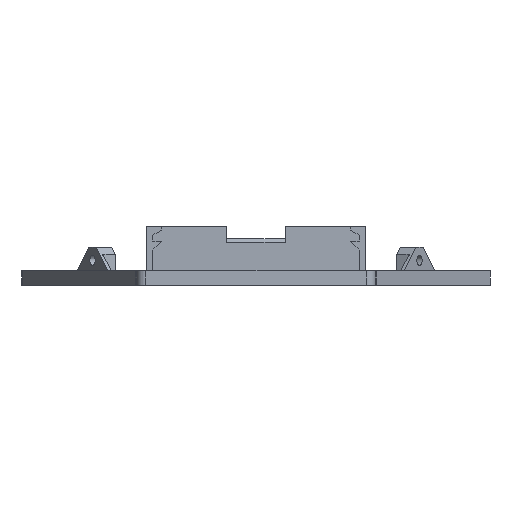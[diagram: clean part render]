
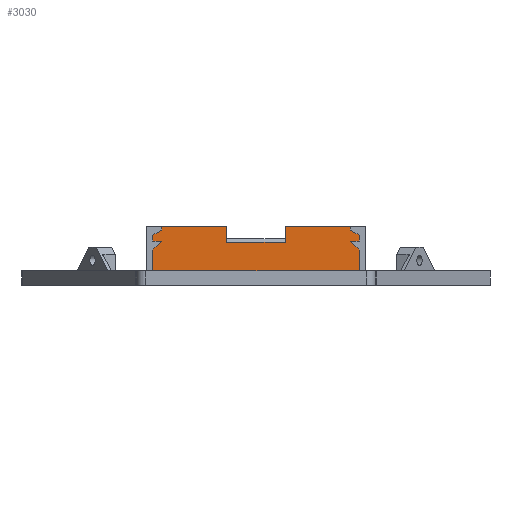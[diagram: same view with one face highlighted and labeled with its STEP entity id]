
A CAD part, front view. The second image highlights one B-rep face of the part: STEP entity #3030.
In plain terms, the highlighted planar face has unit normal (0, -1, 0).
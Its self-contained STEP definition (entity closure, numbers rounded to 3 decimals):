
#54=PLANE('',#3196);
#203=FACE_OUTER_BOUND('',#368,.T.);
#368=EDGE_LOOP('',(#2287,#2288,#2289,#2290,#2291,#2292,#2293,#2294,#2295,
#2296,#2297,#2298,#2299,#2300,#2301,#2302,#2303,#2304,#2305,#2306,#2307,
#2308));
#616=LINE('',#4319,#1037);
#619=LINE('',#4325,#1040);
#635=LINE('',#4360,#1056);
#660=LINE('',#4411,#1081);
#662=LINE('',#4415,#1083);
#663=LINE('',#4417,#1084);
#664=LINE('',#4419,#1085);
#665=LINE('',#4421,#1086);
#666=LINE('',#4423,#1087);
#667=LINE('',#4425,#1088);
#668=LINE('',#4427,#1089);
#669=LINE('',#4429,#1090);
#670=LINE('',#4430,#1091);
#671=LINE('',#4431,#1092);
#672=LINE('',#4432,#1093);
#673=LINE('',#4434,#1094);
#674=LINE('',#4436,#1095);
#675=LINE('',#4438,#1096);
#676=LINE('',#4440,#1097);
#677=LINE('',#4442,#1098);
#678=LINE('',#4444,#1099);
#679=LINE('',#4445,#1100);
#1037=VECTOR('',#3465,10.);
#1040=VECTOR('',#3468,10.);
#1056=VECTOR('',#3492,10.);
#1081=VECTOR('',#3525,10.);
#1083=VECTOR('',#3529,10.);
#1084=VECTOR('',#3530,10.);
#1085=VECTOR('',#3531,10.);
#1086=VECTOR('',#3532,10.);
#1087=VECTOR('',#3533,10.);
#1088=VECTOR('',#3534,10.);
#1089=VECTOR('',#3535,10.);
#1090=VECTOR('',#3536,10.);
#1091=VECTOR('',#3537,10.);
#1092=VECTOR('',#3538,10.);
#1093=VECTOR('',#3539,10.);
#1094=VECTOR('',#3540,10.);
#1095=VECTOR('',#3541,10.);
#1096=VECTOR('',#3542,10.);
#1097=VECTOR('',#3543,10.);
#1098=VECTOR('',#3544,10.);
#1099=VECTOR('',#3545,10.);
#1100=VECTOR('',#3546,10.);
#1480=VERTEX_POINT('',#4316);
#1481=VERTEX_POINT('',#4318);
#1483=VERTEX_POINT('',#4322);
#1484=VERTEX_POINT('',#4324);
#1498=VERTEX_POINT('',#4358);
#1499=VERTEX_POINT('',#4359);
#1520=VERTEX_POINT('',#4408);
#1521=VERTEX_POINT('',#4410);
#1522=VERTEX_POINT('',#4414);
#1523=VERTEX_POINT('',#4416);
#1524=VERTEX_POINT('',#4418);
#1525=VERTEX_POINT('',#4420);
#1526=VERTEX_POINT('',#4422);
#1527=VERTEX_POINT('',#4424);
#1528=VERTEX_POINT('',#4426);
#1529=VERTEX_POINT('',#4428);
#1530=VERTEX_POINT('',#4433);
#1531=VERTEX_POINT('',#4435);
#1532=VERTEX_POINT('',#4437);
#1533=VERTEX_POINT('',#4439);
#1534=VERTEX_POINT('',#4441);
#1535=VERTEX_POINT('',#4443);
#1778=EDGE_CURVE('',#1480,#1481,#616,.T.);
#1781=EDGE_CURVE('',#1483,#1484,#619,.T.);
#1799=EDGE_CURVE('',#1498,#1499,#635,.T.);
#1824=EDGE_CURVE('',#1520,#1521,#660,.T.);
#1826=EDGE_CURVE('',#1521,#1522,#662,.T.);
#1827=EDGE_CURVE('',#1523,#1520,#663,.T.);
#1828=EDGE_CURVE('',#1524,#1523,#664,.T.);
#1829=EDGE_CURVE('',#1524,#1525,#665,.T.);
#1830=EDGE_CURVE('',#1525,#1526,#666,.T.);
#1831=EDGE_CURVE('',#1526,#1527,#667,.T.);
#1832=EDGE_CURVE('',#1527,#1528,#668,.T.);
#1833=EDGE_CURVE('',#1528,#1529,#669,.T.);
#1834=EDGE_CURVE('',#1529,#1484,#670,.T.);
#1835=EDGE_CURVE('',#1498,#1483,#671,.T.);
#1836=EDGE_CURVE('',#1499,#1481,#672,.T.);
#1837=EDGE_CURVE('',#1480,#1530,#673,.T.);
#1838=EDGE_CURVE('',#1530,#1531,#674,.T.);
#1839=EDGE_CURVE('',#1531,#1532,#675,.T.);
#1840=EDGE_CURVE('',#1532,#1533,#676,.T.);
#1841=EDGE_CURVE('',#1533,#1534,#677,.T.);
#1842=EDGE_CURVE('',#1534,#1535,#678,.T.);
#1843=EDGE_CURVE('',#1522,#1535,#679,.T.);
#2287=ORIENTED_EDGE('',*,*,#1826,.F.);
#2288=ORIENTED_EDGE('',*,*,#1824,.F.);
#2289=ORIENTED_EDGE('',*,*,#1827,.F.);
#2290=ORIENTED_EDGE('',*,*,#1828,.F.);
#2291=ORIENTED_EDGE('',*,*,#1829,.T.);
#2292=ORIENTED_EDGE('',*,*,#1830,.T.);
#2293=ORIENTED_EDGE('',*,*,#1831,.T.);
#2294=ORIENTED_EDGE('',*,*,#1832,.T.);
#2295=ORIENTED_EDGE('',*,*,#1833,.T.);
#2296=ORIENTED_EDGE('',*,*,#1834,.T.);
#2297=ORIENTED_EDGE('',*,*,#1781,.F.);
#2298=ORIENTED_EDGE('',*,*,#1835,.F.);
#2299=ORIENTED_EDGE('',*,*,#1799,.T.);
#2300=ORIENTED_EDGE('',*,*,#1836,.T.);
#2301=ORIENTED_EDGE('',*,*,#1778,.F.);
#2302=ORIENTED_EDGE('',*,*,#1837,.T.);
#2303=ORIENTED_EDGE('',*,*,#1838,.T.);
#2304=ORIENTED_EDGE('',*,*,#1839,.T.);
#2305=ORIENTED_EDGE('',*,*,#1840,.T.);
#2306=ORIENTED_EDGE('',*,*,#1841,.T.);
#2307=ORIENTED_EDGE('',*,*,#1842,.T.);
#2308=ORIENTED_EDGE('',*,*,#1843,.F.);
#3030=ADVANCED_FACE('',(#203),#54,.T.);
#3196=AXIS2_PLACEMENT_3D('',#4413,#3527,#3528);
#3465=DIRECTION('',(-1.,0.,0.));
#3468=DIRECTION('',(-1.,0.,0.));
#3492=DIRECTION('',(1.,0.,0.));
#3525=DIRECTION('',(1.,0.,0.));
#3527=DIRECTION('center_axis',(0.,-1.,0.));
#3528=DIRECTION('ref_axis',(1.,0.,0.));
#3529=DIRECTION('',(0.,0.,1.));
#3530=DIRECTION('',(0.,0.,-1.));
#3531=DIRECTION('',(1.,0.,0.));
#3532=DIRECTION('',(0.,0.,-1.));
#3533=DIRECTION('',(-0.866,0.,-0.5));
#3534=DIRECTION('',(0.,0.,-1.));
#3535=DIRECTION('',(1.,0.,0.));
#3536=DIRECTION('',(-0.707,0.,-0.707));
#3537=DIRECTION('',(0.,0.,-1.));
#3538=DIRECTION('',(0.,0.,1.));
#3539=DIRECTION('',(0.,0.,1.));
#3540=DIRECTION('',(0.,0.,1.));
#3541=DIRECTION('',(-0.707,0.,0.707));
#3542=DIRECTION('',(1.,0.,0.));
#3543=DIRECTION('',(0.,0.,1.));
#3544=DIRECTION('',(-0.866,0.,0.5));
#3545=DIRECTION('',(0.,0.,1.));
#3546=DIRECTION('',(1.,0.,0.));
#4316=CARTESIAN_POINT('',(35.002,-185.,5.));
#4318=CARTESIAN_POINT('',(21.845,-185.,5.));
#4319=CARTESIAN_POINT('',(0.002,-185.,5.));
#4322=CARTESIAN_POINT('',(-21.841,-185.,5.));
#4324=CARTESIAN_POINT('',(-34.998,-185.,5.));
#4325=CARTESIAN_POINT('',(0.002,-185.,5.));
#4358=CARTESIAN_POINT('',(-21.841,-185.,0.));
#4359=CARTESIAN_POINT('',(21.845,-185.,0.));
#4360=CARTESIAN_POINT('',(21.845,-185.,0.));
#4408=CARTESIAN_POINT('',(-10.046,-185.,14.7));
#4410=CARTESIAN_POINT('',(9.954,-185.,14.7));
#4411=CARTESIAN_POINT('',(-15.944,-185.,14.7));
#4413=CARTESIAN_POINT('Origin',(-21.841,-185.,0.));
#4414=CARTESIAN_POINT('',(9.954,-185.,19.932));
#4415=CARTESIAN_POINT('',(9.954,-185.,14.133));
#4416=CARTESIAN_POINT('',(-10.046,-185.,19.932));
#4417=CARTESIAN_POINT('',(-10.046,-185.,16.199));
#4418=CARTESIAN_POINT('',(-31.998,-185.,19.932));
#4419=CARTESIAN_POINT('',(-18.598,-185.,19.932));
#4420=CARTESIAN_POINT('',(-31.998,-185.,18.732));
#4421=CARTESIAN_POINT('',(-31.998,-185.,18.732));
#4422=CARTESIAN_POINT('',(-34.998,-185.,17.));
#4423=CARTESIAN_POINT('',(-34.998,-185.,17.));
#4424=CARTESIAN_POINT('',(-34.998,-185.,15.));
#4425=CARTESIAN_POINT('',(-34.998,-185.,15.));
#4426=CARTESIAN_POINT('',(-31.998,-185.,15.));
#4427=CARTESIAN_POINT('',(-31.998,-185.,15.));
#4428=CARTESIAN_POINT('',(-34.998,-185.,12.));
#4429=CARTESIAN_POINT('',(-34.998,-185.,12.));
#4430=CARTESIAN_POINT('',(-34.998,-185.,5.));
#4431=CARTESIAN_POINT('',(-21.841,-185.,0.));
#4432=CARTESIAN_POINT('',(21.845,-185.,0.));
#4433=CARTESIAN_POINT('',(35.002,-185.,12.));
#4434=CARTESIAN_POINT('',(35.002,-185.,5.));
#4435=CARTESIAN_POINT('',(32.002,-185.,15.));
#4436=CARTESIAN_POINT('',(35.002,-185.,12.));
#4437=CARTESIAN_POINT('',(35.002,-185.,15.));
#4438=CARTESIAN_POINT('',(32.002,-185.,15.));
#4439=CARTESIAN_POINT('',(35.002,-185.,17.));
#4440=CARTESIAN_POINT('',(35.002,-185.,15.));
#4441=CARTESIAN_POINT('',(32.002,-185.,18.732));
#4442=CARTESIAN_POINT('',(35.002,-185.,17.));
#4443=CARTESIAN_POINT('',(32.002,-185.,19.932));
#4444=CARTESIAN_POINT('',(32.002,-185.,18.732));
#4445=CARTESIAN_POINT('',(4.978,-185.,19.932));
